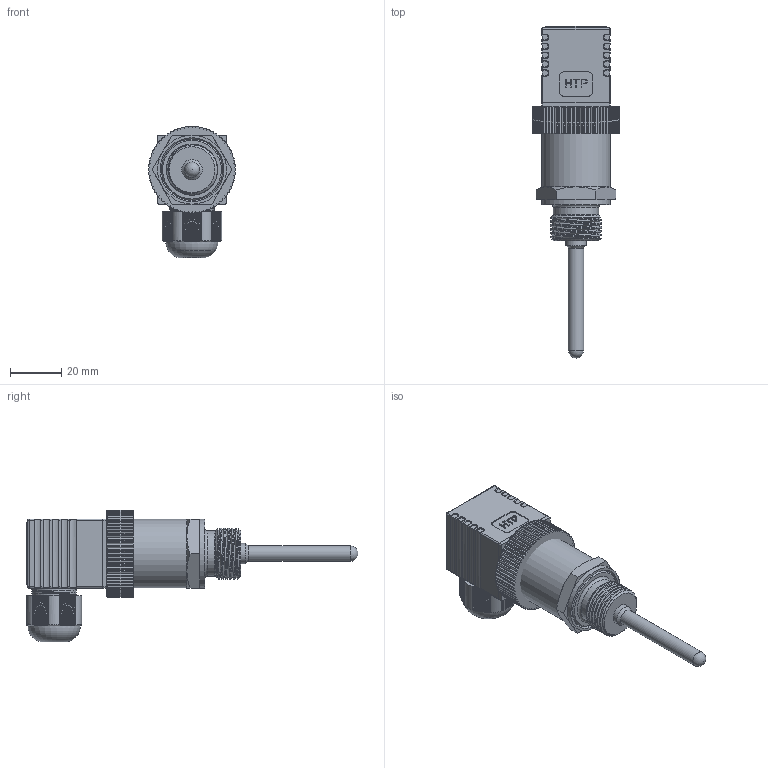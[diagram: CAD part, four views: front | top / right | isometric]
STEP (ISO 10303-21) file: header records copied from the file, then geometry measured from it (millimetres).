
FILE_DESCRIPTION(('STEP AP203'), '1');
FILE_NAME('ÊÓÂÔ.405210.006.3505.Õ.Õ.Õ.L.Õ-02 ñðåçüáîé', '', ('UNSPECIFIED'), ('UNSPECIFIED'), 'ASCON STEP Converter 1.6', 'ASCON Math Kernel', '');
FILE_SCHEMA(('CONFIG_CONTROL_DESIGN'));
Length unit declared in the file: millimetre
Products named in the file (14): -02; -01
Assembly tree (13 placements, depth 3):
  (unnamed)
    (unnamed)
    (unnamed)
    -02
      -01
      -02
      (unnamed)
    (unnamed)
      (unnamed)
      (unnamed)
      (unnamed)
      (unnamed)
      (unnamed)
      (unnamed)
Bounding box: 34 x 130 x 51.49 mm (x, y, z)
Volume: 32305.2 mm3; surface area: 31914.8 mm2
Topology: 11 solids, 11 shells, 1021 faces, 2717 edges, 1738 vertices
Faces by surface type: plane 578, cylinder 312, torus 96, cone 18, bspline 11, sphere 6
Full cylindrical faces by diameter (mm): 3 x2, 4.8 x1, 5 x2, 6 x3, 6.2 x1, 6.5 x1, 6.6 x1, 6.8 x1, 8 x1, 9 x1, 9.5 x1, 9.9 x1, 10 x1, 10.3 x1, 10.5 x1, 13 x2, 17 x1, 17.8 x1, 22 x1, 23 x1, 24.5 x1, 24.917 x1, 25.376 x1, 26 x1, 26.9 x1, 27 x2
Entity records: 70247 total; most frequent: CARTESIAN_POINT 44444, ORIENTED_EDGE 5294, DIRECTION 4925, EDGE_CURVE 2647, AXIS2_PLACEMENT_3D 1736, VERTEX_POINT 1722, LINE 1453, VECTOR 1453
